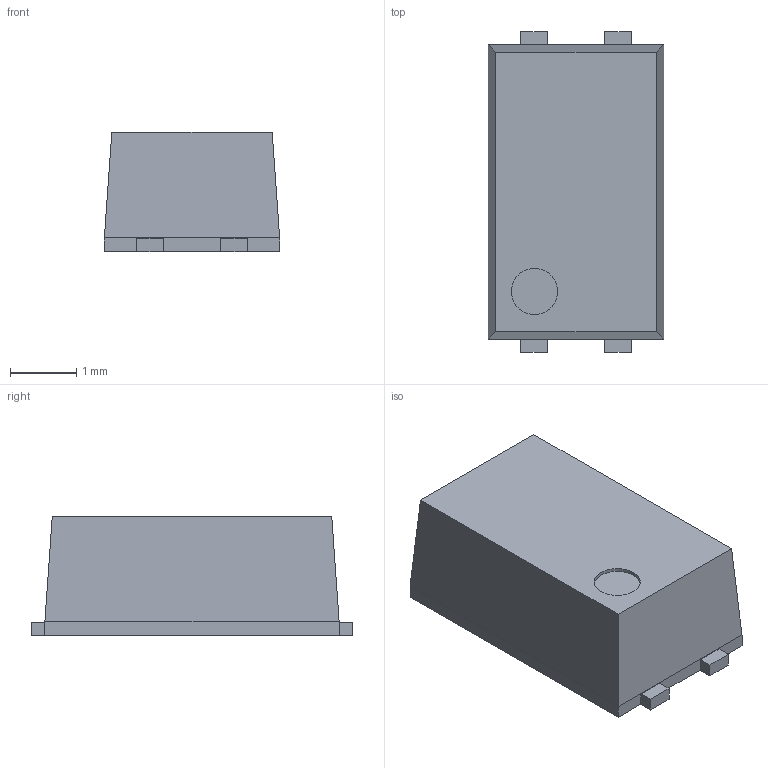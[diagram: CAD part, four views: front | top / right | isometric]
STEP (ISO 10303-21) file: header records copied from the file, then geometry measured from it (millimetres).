
FILE_DESCRIPTION (( 'STEP AP214' ), '1' );
FILE_NAME ('ssop.step', '2020-03-12T05:09:20', ( '' ), ( '(C)Panasonic Corporation 2018' ), '', '', '' );
FILE_SCHEMA (( 'AUTOMOTIVE_DESIGN' ));
Length unit declared in the file: millimetre
Products named in the file (1): ssop
Bounding box: 2.65 x 4.85 x 1.81 mm (x, y, z)
Volume: 20 mm3; surface area: 48.1 mm2
Topology: 1 solids, 1 shells, 40 faces, 104 edges, 68 vertices
Faces by surface type: plane 36, cylinder 4
Entity records: 1612 total; most frequent: CARTESIAN_POINT 213, ORIENTED_EDGE 208, DIRECTION 194, EDGE_CURVE 104, LINE 96, VECTOR 96, VERTEX_POINT 68, AXIS2_PLACEMENT_3D 49
